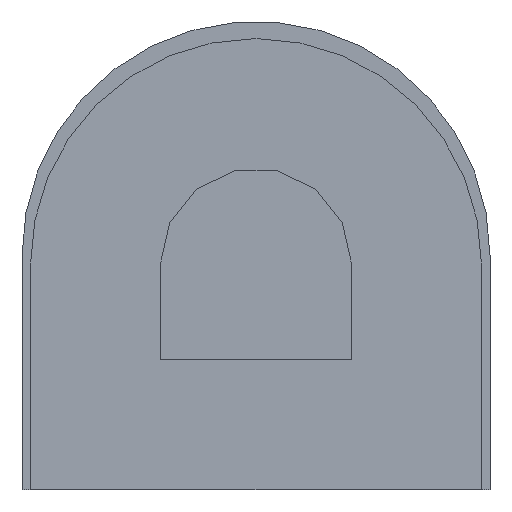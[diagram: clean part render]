
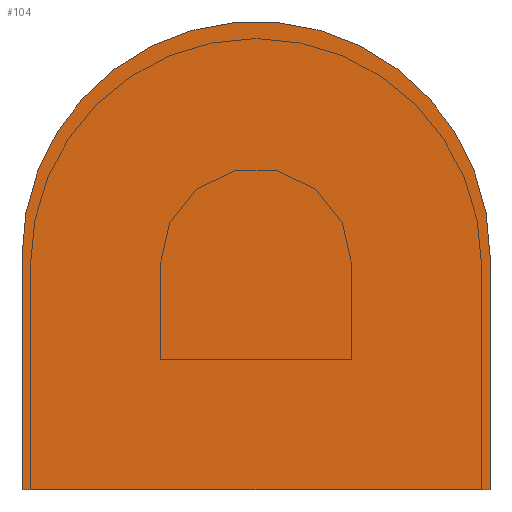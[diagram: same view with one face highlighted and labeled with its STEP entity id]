
A CAD part, front view. The second image highlights one B-rep face of the part: STEP entity #104.
In plain terms, the highlighted planar face has unit normal (0, -1, 0).
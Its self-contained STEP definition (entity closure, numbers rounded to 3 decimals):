
#104 = ADVANCED_FACE( '', ( #184 ), #185, .T. );
#184 = FACE_OUTER_BOUND( '', #248, .T. );
#185 = PLANE( '', #249 );
#248 = EDGE_LOOP( '', ( #358, #359, #360, #361 ) );
#249 = AXIS2_PLACEMENT_3D( '', #362, #363, #364 );
#358 = ORIENTED_EDGE( '', *, *, #447, .T. );
#359 = ORIENTED_EDGE( '', *, *, #418, .T. );
#360 = ORIENTED_EDGE( '', *, *, #445, .T. );
#361 = ORIENTED_EDGE( '', *, *, #436, .T. );
#362 = CARTESIAN_POINT( '', ( 0., -500.1, 2.055 ) );
#363 = DIRECTION( '', ( 0., -1., 0. ) );
#364 = DIRECTION( '', ( 0., 0., -1. ) );
#418 = EDGE_CURVE( '', #481, #479, #482, .T. );
#436 = EDGE_CURVE( '', #511, #509, #512, .T. );
#445 = EDGE_CURVE( '', #479, #511, #521, .T. );
#447 = EDGE_CURVE( '', #509, #481, #523, .T. );
#479 = VERTEX_POINT( '', #565 );
#481 = VERTEX_POINT( '', #568 );
#482 = CIRCLE( '', #569, 2.055 );
#509 = VERTEX_POINT( '', #604 );
#511 = VERTEX_POINT( '', #607 );
#512 = LINE( '', #608, #609 );
#521 = LINE( '', #623, #624 );
#523 = LINE( '', #626, #627 );
#565 = CARTESIAN_POINT( '', ( -2.055, -500.1, 2.055 ) );
#568 = CARTESIAN_POINT( '', ( 2.055, -500.1, 2.055 ) );
#569 = AXIS2_PLACEMENT_3D( '', #650, #651, #652 );
#604 = CARTESIAN_POINT( '', ( 2.055, -500.1, 0. ) );
#607 = CARTESIAN_POINT( '', ( -2.055, -500.1, 0. ) );
#608 = CARTESIAN_POINT( '', ( -2.055, -500.1, 0. ) );
#609 = VECTOR( '', #674, 1000. );
#623 = CARTESIAN_POINT( '', ( -2.055, -500.1, 2.055 ) );
#624 = VECTOR( '', #680, 1000. );
#626 = CARTESIAN_POINT( '', ( 2.055, -500.1, 0. ) );
#627 = VECTOR( '', #681, 1000. );
#650 = CARTESIAN_POINT( '', ( 0., -500.1, 2.055 ) );
#651 = DIRECTION( '', ( 0., -1., 0. ) );
#652 = DIRECTION( '', ( 1., 0., 0. ) );
#674 = DIRECTION( '', ( 1., 0., 0. ) );
#680 = DIRECTION( '', ( 0., 0., -1. ) );
#681 = DIRECTION( '', ( 0., 0., 1. ) );
